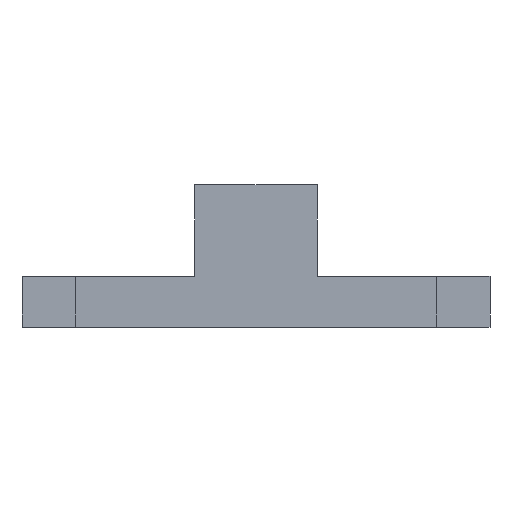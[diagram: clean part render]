
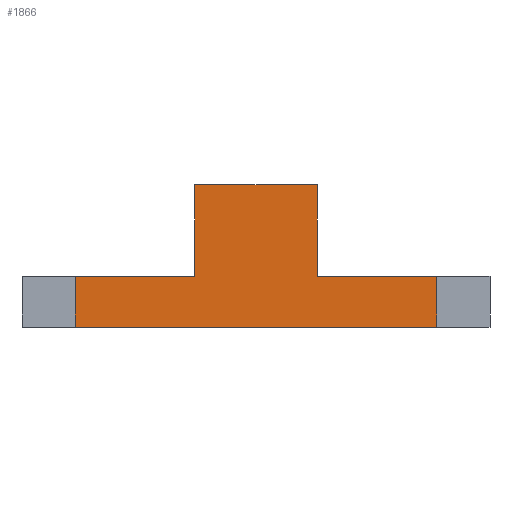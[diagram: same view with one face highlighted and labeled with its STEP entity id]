
A CAD part, front view. The second image highlights one B-rep face of the part: STEP entity #1866.
In plain terms, the highlighted planar face has unit normal (0, -1, 0).
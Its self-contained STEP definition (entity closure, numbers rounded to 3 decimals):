
#72 = PLANE('',#73);
#73 = AXIS2_PLACEMENT_3D('',#74,#75,#76);
#74 = CARTESIAN_POINT('',(0.,-1.948,5.));
#75 = DIRECTION('',(-0.,-0.,-1.));
#76 = DIRECTION('',(-1.,0.,0.));
#126 = PLANE('',#127);
#127 = AXIS2_PLACEMENT_3D('',#128,#129,#130);
#128 = CARTESIAN_POINT('',(0.,-1.948,0.));
#129 = DIRECTION('',(-0.,-0.,-1.));
#130 = DIRECTION('',(-1.,0.,0.));
#422 = VERTEX_POINT('',#423);
#423 = CARTESIAN_POINT('',(17.75,-24.063,0.));
#437 = PLANE('',#438);
#438 = AXIS2_PLACEMENT_3D('',#439,#440,#441);
#439 = CARTESIAN_POINT('',(17.75,-8.563,0.));
#440 = DIRECTION('',(1.,0.,0.));
#441 = DIRECTION('',(0.,-1.,0.));
#449 = EDGE_CURVE('',#450,#422,#452,.T.);
#450 = VERTEX_POINT('',#451);
#451 = CARTESIAN_POINT('',(-17.75,-24.063,0.));
#452 = SURFACE_CURVE('',#453,(#457,#464),.PCURVE_S1.);
#453 = LINE('',#454,#455);
#454 = CARTESIAN_POINT('',(-17.75,-24.063,0.));
#455 = VECTOR('',#456,1.);
#456 = DIRECTION('',(1.,0.,0.));
#457 = PCURVE('',#126,#458);
#458 = DEFINITIONAL_REPRESENTATION('',(#459),#463);
#459 = LINE('',#460,#461);
#460 = CARTESIAN_POINT('',(17.75,-22.115));
#461 = VECTOR('',#462,1.);
#462 = DIRECTION('',(-1.,0.));
#463 = ( GEOMETRIC_REPRESENTATION_CONTEXT(2) 
PARAMETRIC_REPRESENTATION_CONTEXT() REPRESENTATION_CONTEXT('2D SPACE',''
  ) );
#464 = PCURVE('',#465,#470);
#465 = PLANE('',#466);
#466 = AXIS2_PLACEMENT_3D('',#467,#468,#469);
#467 = CARTESIAN_POINT('',(0.,-24.063,4.864));
#468 = DIRECTION('',(0.,-1.,0.));
#469 = DIRECTION('',(0.,0.,-1.));
#470 = DEFINITIONAL_REPRESENTATION('',(#471),#475);
#471 = LINE('',#472,#473);
#472 = CARTESIAN_POINT('',(4.864,-17.75));
#473 = VECTOR('',#474,1.);
#474 = DIRECTION('',(0.,1.));
#475 = ( GEOMETRIC_REPRESENTATION_CONTEXT(2) 
PARAMETRIC_REPRESENTATION_CONTEXT() REPRESENTATION_CONTEXT('2D SPACE',''
  ) );
#493 = PLANE('',#494);
#494 = AXIS2_PLACEMENT_3D('',#495,#496,#497);
#495 = CARTESIAN_POINT('',(-17.75,-8.563,0.));
#496 = DIRECTION('',(1.,0.,0.));
#497 = DIRECTION('',(0.,-1.,0.));
#917 = VERTEX_POINT('',#918);
#918 = CARTESIAN_POINT('',(17.75,-24.063,5.));
#939 = EDGE_CURVE('',#940,#917,#942,.T.);
#940 = VERTEX_POINT('',#941);
#941 = CARTESIAN_POINT('',(6.,-24.063,5.));
#942 = SURFACE_CURVE('',#943,(#947,#954),.PCURVE_S1.);
#943 = LINE('',#944,#945);
#944 = CARTESIAN_POINT('',(-17.75,-24.063,5.));
#945 = VECTOR('',#946,1.);
#946 = DIRECTION('',(1.,0.,0.));
#947 = PCURVE('',#72,#948);
#948 = DEFINITIONAL_REPRESENTATION('',(#949),#953);
#949 = LINE('',#950,#951);
#950 = CARTESIAN_POINT('',(17.75,-22.115));
#951 = VECTOR('',#952,1.);
#952 = DIRECTION('',(-1.,0.));
#953 = ( GEOMETRIC_REPRESENTATION_CONTEXT(2) 
PARAMETRIC_REPRESENTATION_CONTEXT() REPRESENTATION_CONTEXT('2D SPACE',''
  ) );
#954 = PCURVE('',#465,#955);
#955 = DEFINITIONAL_REPRESENTATION('',(#956),#960);
#956 = LINE('',#957,#958);
#957 = CARTESIAN_POINT('',(-0.136,-17.75));
#958 = VECTOR('',#959,1.);
#959 = DIRECTION('',(0.,1.));
#960 = ( GEOMETRIC_REPRESENTATION_CONTEXT(2) 
PARAMETRIC_REPRESENTATION_CONTEXT() REPRESENTATION_CONTEXT('2D SPACE',''
  ) );
#978 = PLANE('',#979);
#979 = AXIS2_PLACEMENT_3D('',#980,#981,#982);
#980 = CARTESIAN_POINT('',(6.,-21.302,8.26));
#981 = DIRECTION('',(-1.,0.,0.));
#982 = DIRECTION('',(0.,0.,-1.));
#1006 = PLANE('',#1007);
#1007 = AXIS2_PLACEMENT_3D('',#1008,#1009,#1010);
#1008 = CARTESIAN_POINT('',(-6.,-24.063,14.));
#1009 = DIRECTION('',(0.,0.747,0.664));
#1010 = DIRECTION('',(0.,0.664,-0.747));
#1019 = VERTEX_POINT('',#1020);
#1020 = CARTESIAN_POINT('',(-6.,-24.063,5.));
#1034 = PLANE('',#1035);
#1035 = AXIS2_PLACEMENT_3D('',#1036,#1037,#1038);
#1036 = CARTESIAN_POINT('',(-6.,-21.302,8.26));
#1037 = DIRECTION('',(-1.,0.,0.));
#1038 = DIRECTION('',(0.,0.,-1.));
#1046 = EDGE_CURVE('',#1047,#1019,#1049,.T.);
#1047 = VERTEX_POINT('',#1048);
#1048 = CARTESIAN_POINT('',(-17.75,-24.063,5.));
#1049 = SURFACE_CURVE('',#1050,(#1054,#1061),.PCURVE_S1.);
#1050 = LINE('',#1051,#1052);
#1051 = CARTESIAN_POINT('',(-17.75,-24.063,5.));
#1052 = VECTOR('',#1053,1.);
#1053 = DIRECTION('',(1.,0.,0.));
#1054 = PCURVE('',#72,#1055);
#1055 = DEFINITIONAL_REPRESENTATION('',(#1056),#1060);
#1056 = LINE('',#1057,#1058);
#1057 = CARTESIAN_POINT('',(17.75,-22.115));
#1058 = VECTOR('',#1059,1.);
#1059 = DIRECTION('',(-1.,0.));
#1060 = ( GEOMETRIC_REPRESENTATION_CONTEXT(2) 
PARAMETRIC_REPRESENTATION_CONTEXT() REPRESENTATION_CONTEXT('2D SPACE',''
  ) );
#1061 = PCURVE('',#465,#1062);
#1062 = DEFINITIONAL_REPRESENTATION('',(#1063),#1067);
#1063 = LINE('',#1064,#1065);
#1064 = CARTESIAN_POINT('',(-0.136,-17.75));
#1065 = VECTOR('',#1066,1.);
#1066 = DIRECTION('',(0.,1.));
#1067 = ( GEOMETRIC_REPRESENTATION_CONTEXT(2) 
PARAMETRIC_REPRESENTATION_CONTEXT() REPRESENTATION_CONTEXT('2D SPACE',''
  ) );
#1818 = EDGE_CURVE('',#450,#1047,#1819,.T.);
#1819 = SURFACE_CURVE('',#1820,(#1824,#1831),.PCURVE_S1.);
#1820 = LINE('',#1821,#1822);
#1821 = CARTESIAN_POINT('',(-17.75,-24.063,0.));
#1822 = VECTOR('',#1823,1.);
#1823 = DIRECTION('',(0.,0.,1.));
#1824 = PCURVE('',#493,#1825);
#1825 = DEFINITIONAL_REPRESENTATION('',(#1826),#1830);
#1826 = LINE('',#1827,#1828);
#1827 = CARTESIAN_POINT('',(15.5,0.));
#1828 = VECTOR('',#1829,1.);
#1829 = DIRECTION('',(0.,-1.));
#1830 = ( GEOMETRIC_REPRESENTATION_CONTEXT(2) 
PARAMETRIC_REPRESENTATION_CONTEXT() REPRESENTATION_CONTEXT('2D SPACE',''
  ) );
#1831 = PCURVE('',#465,#1832);
#1832 = DEFINITIONAL_REPRESENTATION('',(#1833),#1837);
#1833 = LINE('',#1834,#1835);
#1834 = CARTESIAN_POINT('',(4.864,-17.75));
#1835 = VECTOR('',#1836,1.);
#1836 = DIRECTION('',(-1.,0.));
#1837 = ( GEOMETRIC_REPRESENTATION_CONTEXT(2) 
PARAMETRIC_REPRESENTATION_CONTEXT() REPRESENTATION_CONTEXT('2D SPACE',''
  ) );
#1845 = EDGE_CURVE('',#422,#917,#1846,.T.);
#1846 = SURFACE_CURVE('',#1847,(#1851,#1858),.PCURVE_S1.);
#1847 = LINE('',#1848,#1849);
#1848 = CARTESIAN_POINT('',(17.75,-24.063,0.));
#1849 = VECTOR('',#1850,1.);
#1850 = DIRECTION('',(0.,0.,1.));
#1851 = PCURVE('',#437,#1852);
#1852 = DEFINITIONAL_REPRESENTATION('',(#1853),#1857);
#1853 = LINE('',#1854,#1855);
#1854 = CARTESIAN_POINT('',(15.5,0.));
#1855 = VECTOR('',#1856,1.);
#1856 = DIRECTION('',(0.,-1.));
#1857 = ( GEOMETRIC_REPRESENTATION_CONTEXT(2) 
PARAMETRIC_REPRESENTATION_CONTEXT() REPRESENTATION_CONTEXT('2D SPACE',''
  ) );
#1858 = PCURVE('',#465,#1859);
#1859 = DEFINITIONAL_REPRESENTATION('',(#1860),#1864);
#1860 = LINE('',#1861,#1862);
#1861 = CARTESIAN_POINT('',(4.864,17.75));
#1862 = VECTOR('',#1863,1.);
#1863 = DIRECTION('',(-1.,0.));
#1864 = ( GEOMETRIC_REPRESENTATION_CONTEXT(2) 
PARAMETRIC_REPRESENTATION_CONTEXT() REPRESENTATION_CONTEXT('2D SPACE',''
  ) );
#1866 = ADVANCED_FACE('',(#1867),#465,.T.);
#1867 = FACE_BOUND('',#1868,.T.);
#1868 = EDGE_LOOP('',(#1869,#1870,#1871,#1872,#1873,#1896,#1919,#1940));
#1869 = ORIENTED_EDGE('',*,*,#1818,.F.);
#1870 = ORIENTED_EDGE('',*,*,#449,.T.);
#1871 = ORIENTED_EDGE('',*,*,#1845,.T.);
#1872 = ORIENTED_EDGE('',*,*,#939,.F.);
#1873 = ORIENTED_EDGE('',*,*,#1874,.T.);
#1874 = EDGE_CURVE('',#940,#1875,#1877,.T.);
#1875 = VERTEX_POINT('',#1876);
#1876 = CARTESIAN_POINT('',(6.,-24.063,14.));
#1877 = SURFACE_CURVE('',#1878,(#1882,#1889),.PCURVE_S1.);
#1878 = LINE('',#1879,#1880);
#1879 = CARTESIAN_POINT('',(6.,-24.063,5.));
#1880 = VECTOR('',#1881,1.);
#1881 = DIRECTION('',(0.,0.,1.));
#1882 = PCURVE('',#465,#1883);
#1883 = DEFINITIONAL_REPRESENTATION('',(#1884),#1888);
#1884 = LINE('',#1885,#1886);
#1885 = CARTESIAN_POINT('',(-0.136,6.));
#1886 = VECTOR('',#1887,1.);
#1887 = DIRECTION('',(-1.,0.));
#1888 = ( GEOMETRIC_REPRESENTATION_CONTEXT(2) 
PARAMETRIC_REPRESENTATION_CONTEXT() REPRESENTATION_CONTEXT('2D SPACE',''
  ) );
#1889 = PCURVE('',#978,#1890);
#1890 = DEFINITIONAL_REPRESENTATION('',(#1891),#1895);
#1891 = LINE('',#1892,#1893);
#1892 = CARTESIAN_POINT('',(3.26,2.76));
#1893 = VECTOR('',#1894,1.);
#1894 = DIRECTION('',(-1.,0.));
#1895 = ( GEOMETRIC_REPRESENTATION_CONTEXT(2) 
PARAMETRIC_REPRESENTATION_CONTEXT() REPRESENTATION_CONTEXT('2D SPACE',''
  ) );
#1896 = ORIENTED_EDGE('',*,*,#1897,.F.);
#1897 = EDGE_CURVE('',#1898,#1875,#1900,.T.);
#1898 = VERTEX_POINT('',#1899);
#1899 = CARTESIAN_POINT('',(-6.,-24.063,14.));
#1900 = SURFACE_CURVE('',#1901,(#1905,#1912),.PCURVE_S1.);
#1901 = LINE('',#1902,#1903);
#1902 = CARTESIAN_POINT('',(-6.,-24.063,14.));
#1903 = VECTOR('',#1904,1.);
#1904 = DIRECTION('',(1.,0.,0.));
#1905 = PCURVE('',#465,#1906);
#1906 = DEFINITIONAL_REPRESENTATION('',(#1907),#1911);
#1907 = LINE('',#1908,#1909);
#1908 = CARTESIAN_POINT('',(-9.136,-6.));
#1909 = VECTOR('',#1910,1.);
#1910 = DIRECTION('',(0.,1.));
#1911 = ( GEOMETRIC_REPRESENTATION_CONTEXT(2) 
PARAMETRIC_REPRESENTATION_CONTEXT() REPRESENTATION_CONTEXT('2D SPACE',''
  ) );
#1912 = PCURVE('',#1006,#1913);
#1913 = DEFINITIONAL_REPRESENTATION('',(#1914),#1918);
#1914 = LINE('',#1915,#1916);
#1915 = CARTESIAN_POINT('',(0.,0.));
#1916 = VECTOR('',#1917,1.);
#1917 = DIRECTION('',(0.,-1.));
#1918 = ( GEOMETRIC_REPRESENTATION_CONTEXT(2) 
PARAMETRIC_REPRESENTATION_CONTEXT() REPRESENTATION_CONTEXT('2D SPACE',''
  ) );
#1919 = ORIENTED_EDGE('',*,*,#1920,.F.);
#1920 = EDGE_CURVE('',#1019,#1898,#1921,.T.);
#1921 = SURFACE_CURVE('',#1922,(#1926,#1933),.PCURVE_S1.);
#1922 = LINE('',#1923,#1924);
#1923 = CARTESIAN_POINT('',(-6.,-24.063,5.));
#1924 = VECTOR('',#1925,1.);
#1925 = DIRECTION('',(0.,0.,1.));
#1926 = PCURVE('',#465,#1927);
#1927 = DEFINITIONAL_REPRESENTATION('',(#1928),#1932);
#1928 = LINE('',#1929,#1930);
#1929 = CARTESIAN_POINT('',(-0.136,-6.));
#1930 = VECTOR('',#1931,1.);
#1931 = DIRECTION('',(-1.,0.));
#1932 = ( GEOMETRIC_REPRESENTATION_CONTEXT(2) 
PARAMETRIC_REPRESENTATION_CONTEXT() REPRESENTATION_CONTEXT('2D SPACE',''
  ) );
#1933 = PCURVE('',#1034,#1934);
#1934 = DEFINITIONAL_REPRESENTATION('',(#1935),#1939);
#1935 = LINE('',#1936,#1937);
#1936 = CARTESIAN_POINT('',(3.26,2.76));
#1937 = VECTOR('',#1938,1.);
#1938 = DIRECTION('',(-1.,0.));
#1939 = ( GEOMETRIC_REPRESENTATION_CONTEXT(2) 
PARAMETRIC_REPRESENTATION_CONTEXT() REPRESENTATION_CONTEXT('2D SPACE',''
  ) );
#1940 = ORIENTED_EDGE('',*,*,#1046,.F.);
